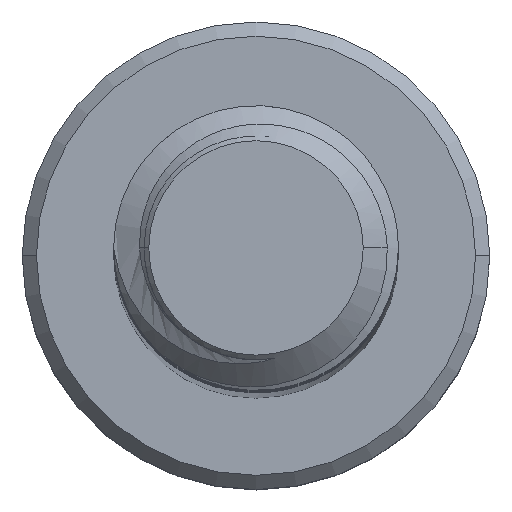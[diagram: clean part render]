
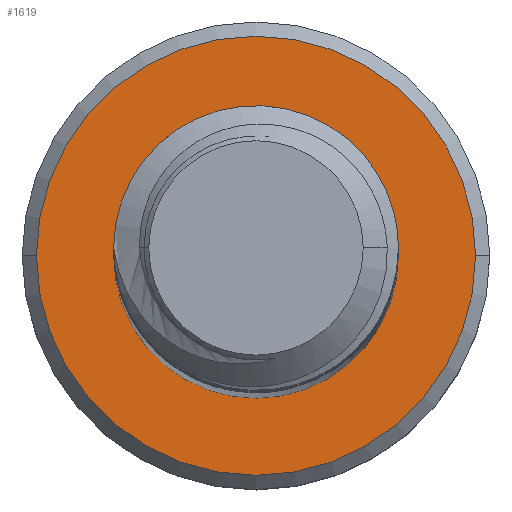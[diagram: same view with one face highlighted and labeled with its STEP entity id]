
A CAD part, top view. The second image highlights one B-rep face of the part: STEP entity #1619.
In plain terms, the highlighted planar face has unit normal (0, 0, 1).
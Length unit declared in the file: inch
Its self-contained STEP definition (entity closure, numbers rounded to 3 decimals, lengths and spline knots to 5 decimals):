
#61 = DIRECTION ( 'NONE',  ( 0., 0., 1. ) ) ;
#250 = DIRECTION ( 'NONE',  ( -1., 0., 0. ) ) ;
#318 = CARTESIAN_POINT ( 'NONE',  ( 0., 0., -0.96336 ) ) ;
#527 = CARTESIAN_POINT ( 'NONE',  ( 0., 0., -0.96336 ) ) ;
#644 = DIRECTION ( 'NONE',  ( -1., 0., 0. ) ) ;
#746 = DIRECTION ( 'NONE',  ( -1., 0., 0. ) ) ;
#869 = CARTESIAN_POINT ( 'NONE',  ( 0., 0., -0.96336 ) ) ;
#941 = CARTESIAN_POINT ( 'NONE',  ( -0.095, 0., -0.96336 ) ) ;
#1097 = DIRECTION ( 'NONE',  ( -1., 0., 0. ) ) ;
#1101 = CARTESIAN_POINT ( 'NONE',  ( 0.095, 0., -0.96336 ) ) ;
#1130 = DIRECTION ( 'NONE',  ( -1., 0., 0. ) ) ;
#1387 = CARTESIAN_POINT ( 'NONE',  ( 0.1465, 0., -0.96336 ) ) ;
#1619 = ADVANCED_FACE ( 'NONE', ( #7293, #1948 ), #4061, .F. ) ;
#1835 = AXIS2_PLACEMENT_3D ( 'NONE', #3930, #6559, #644 ) ;
#1948 = FACE_BOUND ( 'NONE', #3425, .T. ) ;
#2077 = ORIENTED_EDGE ( 'NONE', *, *, #5866, .T. ) ;
#2128 = CIRCLE ( 'NONE', #4618, 0.1465 ) ;
#2663 = CARTESIAN_POINT ( 'NONE',  ( -0.1465, 0., -0.96336 ) ) ;
#2757 = ORIENTED_EDGE ( 'NONE', *, *, #6125, .F. ) ;
#3270 = AXIS2_PLACEMENT_3D ( 'NONE', #7465, #6729, #250 ) ;
#3286 = ORIENTED_EDGE ( 'NONE', *, *, #6398, .T. ) ;
#3425 = EDGE_LOOP ( 'NONE', ( #4374, #2757 ) ) ;
#3547 = AXIS2_PLACEMENT_3D ( 'NONE', #318, #6196, #1097 ) ;
#3930 = CARTESIAN_POINT ( 'NONE',  ( 0., 0., -0.96336 ) ) ;
#4061 = PLANE ( 'NONE',  #1835 ) ;
#4243 = AXIS2_PLACEMENT_3D ( 'NONE', #869, #61, #746 ) ;
#4374 = ORIENTED_EDGE ( 'NONE', *, *, #4978, .F. ) ;
#4618 = AXIS2_PLACEMENT_3D ( 'NONE', #527, #8441, #1130 ) ;
#4652 = CIRCLE ( 'NONE', #3270, 0.095 ) ;
#4724 = VERTEX_POINT ( 'NONE', #1387 ) ;
#4855 = VERTEX_POINT ( 'NONE', #941 ) ;
#4978 = EDGE_CURVE ( 'NONE', #8436, #4855, #4652, .T. ) ;
#5139 = VERTEX_POINT ( 'NONE', #2663 ) ;
#5340 = CIRCLE ( 'NONE', #3547, 0.1465 ) ;
#5761 = CIRCLE ( 'NONE', #4243, 0.095 ) ;
#5866 = EDGE_CURVE ( 'NONE', #5139, #4724, #5340, .T. ) ;
#6125 = EDGE_CURVE ( 'NONE', #4855, #8436, #5761, .T. ) ;
#6196 = DIRECTION ( 'NONE',  ( 0., 0., 1. ) ) ;
#6398 = EDGE_CURVE ( 'NONE', #4724, #5139, #2128, .T. ) ;
#6559 = DIRECTION ( 'NONE',  ( 0., 0., -1. ) ) ;
#6729 = DIRECTION ( 'NONE',  ( 0., 0., 1. ) ) ;
#7293 = FACE_OUTER_BOUND ( 'NONE', #7578, .T. ) ;
#7465 = CARTESIAN_POINT ( 'NONE',  ( 0., 0., -0.96336 ) ) ;
#7578 = EDGE_LOOP ( 'NONE', ( #2077, #3286 ) ) ;
#8436 = VERTEX_POINT ( 'NONE', #1101 ) ;
#8441 = DIRECTION ( 'NONE',  ( 0., 0., 1. ) ) ;
